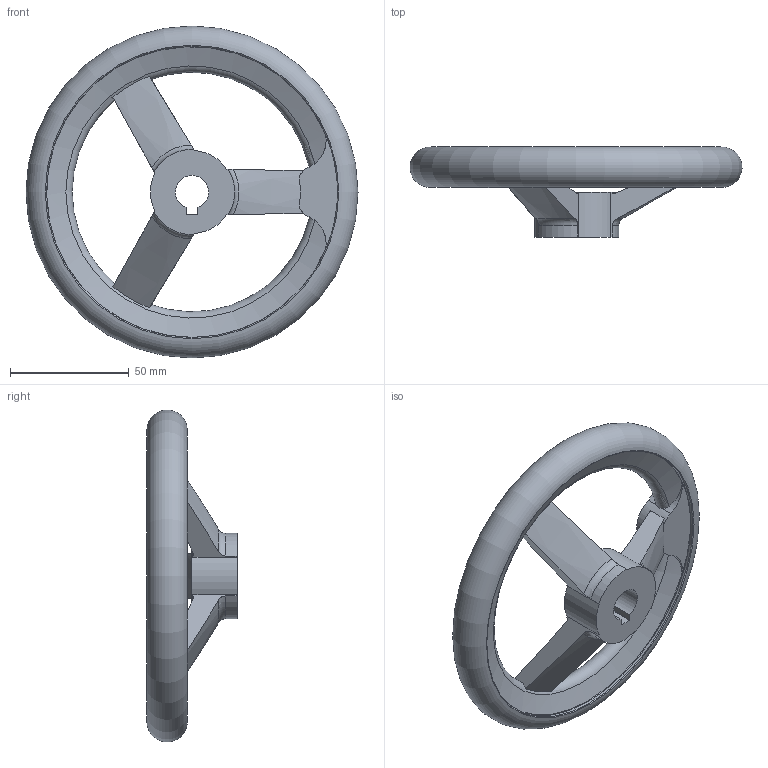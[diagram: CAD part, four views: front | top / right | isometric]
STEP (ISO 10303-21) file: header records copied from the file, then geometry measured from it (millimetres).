
FILE_DESCRIPTION( ( 'STEP AP214' ), '1' );
FILE_NAME( 'K0160.1140X14.stp', '2020-11-26T09:57:57', ( '' ), ( '' ), ' ', 'PARTsolutions', ' ' );
FILE_SCHEMA( ( 'AUTOMOTIVE_DESIGN { 1 0 10303 214 1 1 1 1 }' ) );
Length unit declared in the file: millimetre
Products named in the file (1): _K0160.1140X14
Bounding box: 139.96 x 37.99 x 139.96 mm (x, y, z)
Volume: 118272.3 mm3; surface area: 32087.7 mm2
Topology: 1 solids, 1 shells, 54 faces, 162 edges, 106 vertices
Faces by surface type: cylinder 19, torus 14, plane 13, cone 8
Full cylindrical faces by diameter (mm): 123 x2
Entity records: 2648 total; most frequent: CARTESIAN_POINT 810, ORIENTED_EDGE 306, DIRECTION 270, EDGE_CURVE 153, AXIS2_PLACEMENT_3D 111, VERTEX_POINT 105, EDGE_LOOP 65, FACE_OUTER_BOUND 61
